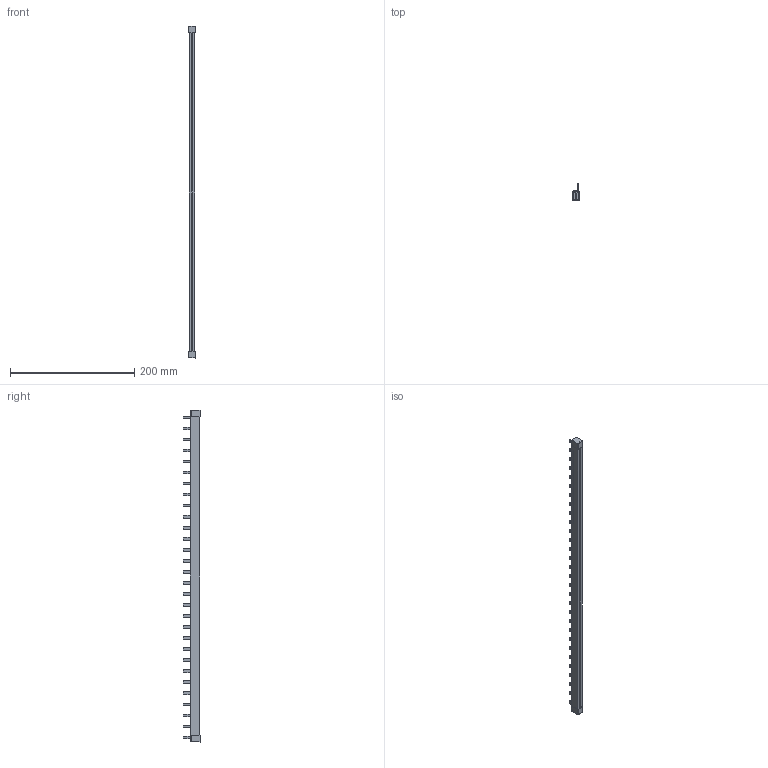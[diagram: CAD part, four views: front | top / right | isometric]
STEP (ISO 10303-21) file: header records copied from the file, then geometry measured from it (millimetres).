
FILE_DESCRIPTION (( 'STEP AP203' ), '1' );
FILE_NAME ('2 Fazlý Müþterek W Otomat Barasý - 15 Modül.STEP', '2020-08-17T08:42:00', ( '' ), ( '' ), 'SwSTEP 2.0', 'SolidWorks 2011', '' );
FILE_SCHEMA (( 'CONFIG_CONTROL_DESIGN' ));
Length unit declared in the file: millimetre
Products named in the file (1): 2 Fazlý Müþterek W Otomat Barasý - 15 Modül
Bounding box: 11.8 x 27.8 x 534 mm (x, y, z)
Volume: 59241.3 mm3; surface area: 56107.5 mm2
Topology: 3 solids, 4 shells, 1524 faces, 4434 edges, 2950 vertices
Faces by surface type: plane 1240, cylinder 216, bspline 60, torus 8
Entity records: 51087 total; most frequent: CARTESIAN_POINT 11345, ORIENTED_EDGE 8868, DIRECTION 7312, EDGE_CURVE 4434, LINE 3742, VECTOR 3742, VERTEX_POINT 2950, AXIS2_PLACEMENT_3D 1785
